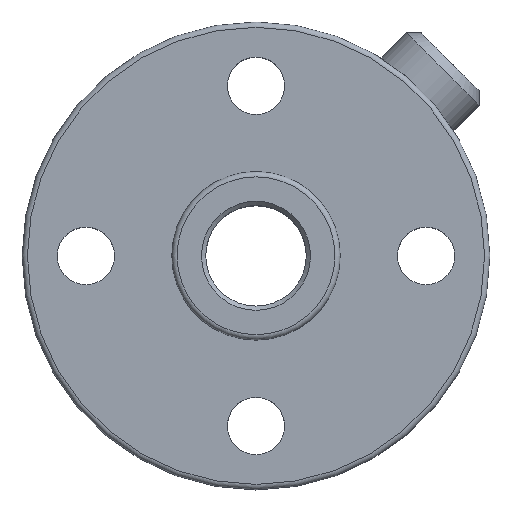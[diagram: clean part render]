
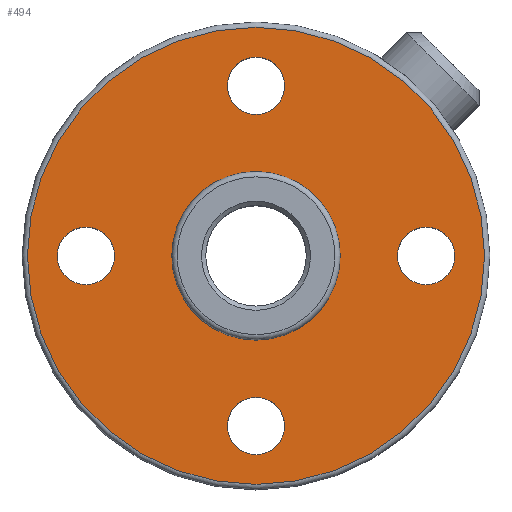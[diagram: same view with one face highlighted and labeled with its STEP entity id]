
A CAD part, top view. The second image highlights one B-rep face of the part: STEP entity #494.
In plain terms, the highlighted planar face has unit normal (0, 0, 1).
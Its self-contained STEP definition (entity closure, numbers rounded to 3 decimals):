
#29=PLANE('',#561);
#42=FACE_BOUND('',#180,.T.);
#43=FACE_BOUND('',#181,.T.);
#44=FACE_BOUND('',#182,.T.);
#45=FACE_BOUND('',#183,.T.);
#46=FACE_BOUND('',#184,.T.);
#149=FACE_OUTER_BOUND('',#179,.T.);
#179=EDGE_LOOP('',(#408));
#180=EDGE_LOOP('',(#409));
#181=EDGE_LOOP('',(#410));
#182=EDGE_LOOP('',(#411));
#183=EDGE_LOOP('',(#412));
#184=EDGE_LOOP('',(#413));
#210=CIRCLE('',#530,10.75);
#222=CIRCLE('',#547,1.35);
#224=CIRCLE('',#550,1.35);
#226=CIRCLE('',#553,1.35);
#228=CIRCLE('',#556,1.35);
#229=CIRCLE('',#559,3.963);
#239=VERTEX_POINT('',#742);
#253=VERTEX_POINT('',#859);
#255=VERTEX_POINT('',#865);
#257=VERTEX_POINT('',#871);
#259=VERTEX_POINT('',#877);
#260=VERTEX_POINT('',#883);
#284=EDGE_CURVE('',#239,#239,#210,.T.);
#304=EDGE_CURVE('',#253,#253,#222,.T.);
#307=EDGE_CURVE('',#255,#255,#224,.T.);
#310=EDGE_CURVE('',#257,#257,#226,.T.);
#313=EDGE_CURVE('',#259,#259,#228,.T.);
#315=EDGE_CURVE('',#260,#260,#229,.T.);
#408=ORIENTED_EDGE('',*,*,#284,.T.);
#409=ORIENTED_EDGE('',*,*,#304,.F.);
#410=ORIENTED_EDGE('',*,*,#307,.F.);
#411=ORIENTED_EDGE('',*,*,#310,.F.);
#412=ORIENTED_EDGE('',*,*,#313,.F.);
#413=ORIENTED_EDGE('',*,*,#315,.F.);
#494=ADVANCED_FACE('',(#149,#42,#43,#44,#45,#46),#29,.T.);
#530=AXIS2_PLACEMENT_3D('',#743,#596,#597);
#547=AXIS2_PLACEMENT_3D('',#861,#634,#635);
#550=AXIS2_PLACEMENT_3D('',#867,#641,#642);
#553=AXIS2_PLACEMENT_3D('',#873,#648,#649);
#556=AXIS2_PLACEMENT_3D('',#879,#655,#656);
#559=AXIS2_PLACEMENT_3D('',#884,#662,#663);
#561=AXIS2_PLACEMENT_3D('',#888,#668,#669);
#596=DIRECTION('center_axis',(0.,0.,1.));
#597=DIRECTION('ref_axis',(1.,0.,0.));
#634=DIRECTION('center_axis',(0.,0.,1.));
#635=DIRECTION('ref_axis',(1.,0.,0.));
#641=DIRECTION('center_axis',(0.,0.,1.));
#642=DIRECTION('ref_axis',(1.,0.,0.));
#648=DIRECTION('center_axis',(0.,0.,1.));
#649=DIRECTION('ref_axis',(1.,0.,0.));
#655=DIRECTION('center_axis',(0.,0.,1.));
#656=DIRECTION('ref_axis',(1.,0.,0.));
#662=DIRECTION('center_axis',(0.,0.,1.));
#663=DIRECTION('ref_axis',(1.,0.,0.));
#668=DIRECTION('center_axis',(0.,0.,1.));
#669=DIRECTION('ref_axis',(1.,0.,0.));
#742=CARTESIAN_POINT('',(-10.75,0.,0.));
#743=CARTESIAN_POINT('Origin',(0.,0.,0.));
#859=CARTESIAN_POINT('',(-9.35,0.,0.));
#861=CARTESIAN_POINT('Origin',(-8.,0.,0.));
#865=CARTESIAN_POINT('',(-1.35,-8.,0.));
#867=CARTESIAN_POINT('Origin',(0.,-8.,0.));
#871=CARTESIAN_POINT('',(6.65,0.,0.));
#873=CARTESIAN_POINT('Origin',(8.,0.,0.));
#877=CARTESIAN_POINT('',(-1.35,8.,0.));
#879=CARTESIAN_POINT('Origin',(0.,8.,0.));
#883=CARTESIAN_POINT('',(3.963,0.,0.));
#884=CARTESIAN_POINT('Origin',(0.,0.,0.));
#888=CARTESIAN_POINT('Origin',(0.,0.,0.));
